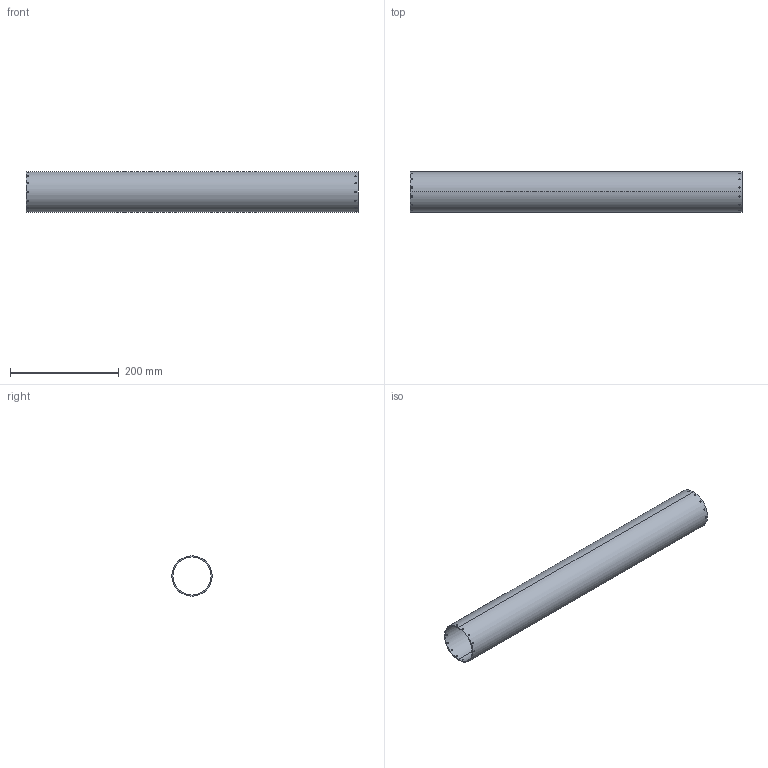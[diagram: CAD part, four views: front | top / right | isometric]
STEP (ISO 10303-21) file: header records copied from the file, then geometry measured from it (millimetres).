
FILE_DESCRIPTION (( 'STEP AP203' ), '1' );
FILE_NAME ('75636NakkaLambdaBody.STEP', '2020-12-31T13:46:20', ( '' ), ( '' ), 'SwSTEP 2.0', 'SolidWorks 2020', '' );
FILE_SCHEMA (( 'CONFIG_CONTROL_DESIGN' ));
Length unit declared in the file: inch
Products named in the file (1): 75636NakkaLambdaBody
Bounding box: 610 x 74 x 74 mm (x, y, z)
Volume: 275732.7 mm3; surface area: 277035.3 mm2
Topology: 1 solids, 1 shells, 62 faces, 180 edges, 120 vertices
Faces by surface type: cylinder 60, plane 2
Entity records: 3887 total; most frequent: CARTESIAN_POINT 2267, ORIENTED_EDGE 360, DIRECTION 202, EDGE_CURVE 180, EDGE_LOOP 120, VERTEX_POINT 120, B_SPLINE_CURVE_WITH_KNOTS 112, AXIS2_PLACEMENT_3D 71
